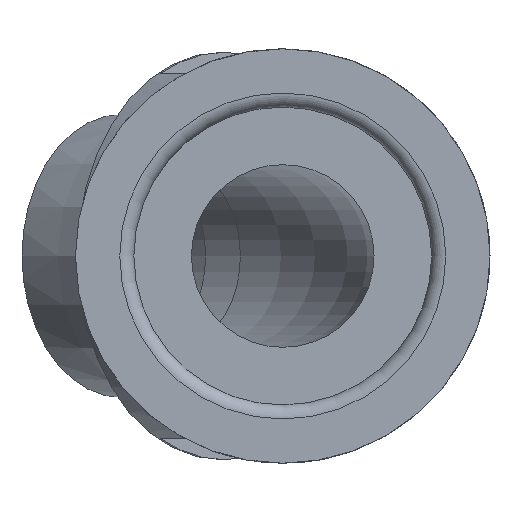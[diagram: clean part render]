
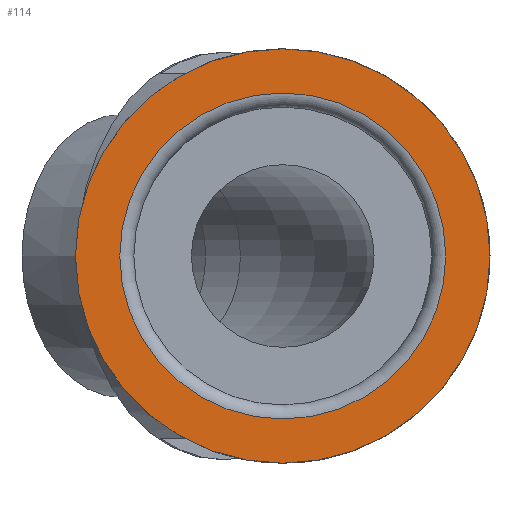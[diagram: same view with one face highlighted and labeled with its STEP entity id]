
A CAD part, left-side view. The second image highlights one B-rep face of the part: STEP entity #114.
In plain terms, the highlighted planar face has unit normal (-1, 0, 0).
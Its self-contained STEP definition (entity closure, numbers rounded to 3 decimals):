
#114 = ADVANCED_FACE( '', ( #217, #218 ), #219, .F. );
#217 = FACE_OUTER_BOUND( '', #332, .T. );
#218 = FACE_BOUND( '', #333, .T. );
#219 = PLANE( '', #334 );
#332 = EDGE_LOOP( '', ( #638 ) );
#333 = EDGE_LOOP( '', ( #639 ) );
#334 = AXIS2_PLACEMENT_3D( '', #640, #641, #642 );
#638 = ORIENTED_EDGE( '', *, *, #778, .F. );
#639 = ORIENTED_EDGE( '', *, *, #761, .T. );
#640 = CARTESIAN_POINT( '', ( -3.5, 0., 0. ) );
#641 = DIRECTION( '', ( 1., 0., 0. ) );
#642 = DIRECTION( '', ( 0., 0., -1. ) );
#761 = EDGE_CURVE( '', #911, #911, #912, .T. );
#778 = EDGE_CURVE( '', #940, #940, #941, .T. );
#911 = VERTEX_POINT( '', #1323 );
#912 = CIRCLE( '', #1324, 11.6 );
#940 = VERTEX_POINT( '', #1396 );
#941 = CIRCLE( '', #1397, 14.75 );
#1323 = CARTESIAN_POINT( '', ( -3.5, 0., -11.6 ) );
#1324 = AXIS2_PLACEMENT_3D( '', #1481, #1482, #1483 );
#1396 = CARTESIAN_POINT( '', ( -3.5, 0., -14.75 ) );
#1397 = AXIS2_PLACEMENT_3D( '', #1529, #1530, #1531 );
#1481 = CARTESIAN_POINT( '', ( -3.5, 0., 0. ) );
#1482 = DIRECTION( '', ( 1., 0., 0. ) );
#1483 = DIRECTION( '', ( 0., 0., -1. ) );
#1529 = CARTESIAN_POINT( '', ( -3.5, 0., 0. ) );
#1530 = DIRECTION( '', ( 1., 0., 0. ) );
#1531 = DIRECTION( '', ( 0., 0., -1. ) );
